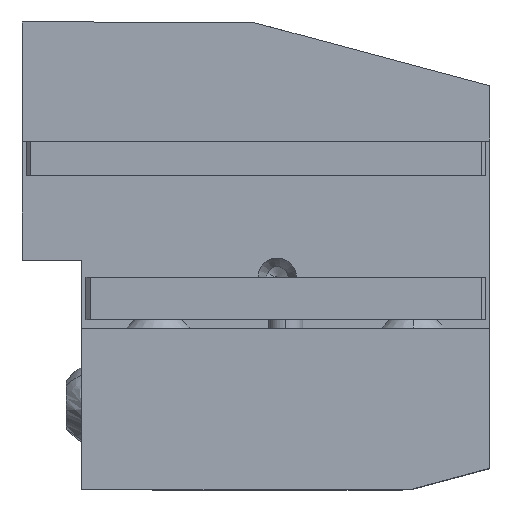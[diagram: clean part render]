
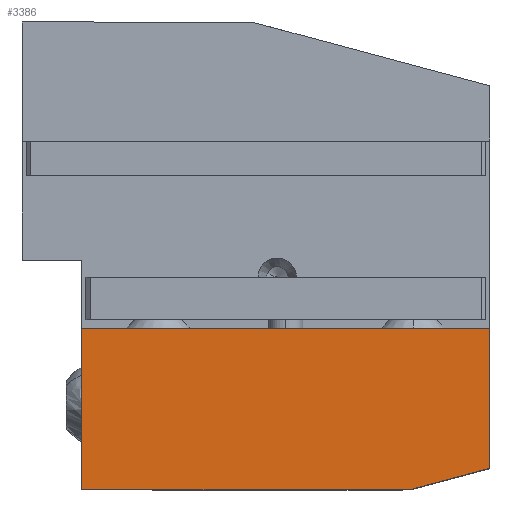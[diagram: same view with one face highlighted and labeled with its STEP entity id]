
A CAD part, top view. The second image highlights one B-rep face of the part: STEP entity #3386.
In plain terms, the highlighted planar face has unit normal (0, 0, 1).
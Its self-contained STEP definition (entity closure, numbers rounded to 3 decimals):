
#8 = CARTESIAN_POINT ( 'NONE',  ( -6.624, -30.798, 46.19 ) ) ;
#487 = DIRECTION ( 'NONE',  ( -1., 0., 0. ) ) ;
#552 = ORIENTED_EDGE ( 'NONE', *, *, #6674, .T. ) ;
#796 = DIRECTION ( 'NONE',  ( 0., -1., 0. ) ) ;
#930 = CARTESIAN_POINT ( 'NONE',  ( 39.046, -30.798, 46.19 ) ) ;
#1293 = CARTESIAN_POINT ( 'NONE',  ( -6.624, -30.798, 46.19 ) ) ;
#1591 = CARTESIAN_POINT ( 'NONE',  ( 48.376, -11.798, 46.19 ) ) ;
#1887 = EDGE_LOOP ( 'NONE', ( #5685, #4121, #552, #8982, #8896 ) ) ;
#2431 = DIRECTION ( 'NONE',  ( 0., 0., 1. ) ) ;
#2442 = DIRECTION ( 'NONE',  ( 1., 0., 0. ) ) ;
#2591 = LINE ( 'NONE', #1293, #9905 ) ;
#2852 = FACE_OUTER_BOUND ( 'NONE', #1887, .T. ) ;
#2966 = CARTESIAN_POINT ( 'NONE',  ( 0.376, -30.798, 46.19 ) ) ;
#3157 = VERTEX_POINT ( 'NONE', #6248 ) ;
#3208 = EDGE_CURVE ( 'NONE', #9539, #3157, #2591, .T. ) ;
#3270 = VERTEX_POINT ( 'NONE', #1591 ) ;
#3386 = ADVANCED_FACE ( 'NONE', ( #2852 ), #6524, .T. ) ;
#3410 = DIRECTION ( 'NONE',  ( 0.966, 0.259, 0. ) ) ;
#3552 = VERTEX_POINT ( 'NONE', #6623 ) ;
#4016 = EDGE_CURVE ( 'NONE', #6281, #3270, #10668, .T. ) ;
#4121 = ORIENTED_EDGE ( 'NONE', *, *, #3208, .T. ) ;
#4219 = EDGE_CURVE ( 'NONE', #3270, #3552, #9631, .T. ) ;
#4631 = VECTOR ( 'NONE', #3410, 1000. ) ;
#5251 = EDGE_CURVE ( 'NONE', #3552, #9539, #8581, .T. ) ;
#5451 = CARTESIAN_POINT ( 'NONE',  ( -6.624, -11.798, 46.19 ) ) ;
#5685 = ORIENTED_EDGE ( 'NONE', *, *, #5251, .T. ) ;
#5952 = DIRECTION ( 'NONE',  ( 0., 1., 0. ) ) ;
#6035 = LINE ( 'NONE', #930, #4631 ) ;
#6176 = CARTESIAN_POINT ( 'NONE',  ( 48.376, -28.298, 46.19 ) ) ;
#6248 = CARTESIAN_POINT ( 'NONE',  ( 39.046, -30.798, 46.19 ) ) ;
#6281 = VERTEX_POINT ( 'NONE', #6176 ) ;
#6524 = PLANE ( 'NONE',  #9737 ) ;
#6623 = CARTESIAN_POINT ( 'NONE',  ( 0.376, -11.798, 46.19 ) ) ;
#6674 = EDGE_CURVE ( 'NONE', #3157, #6281, #6035, .T. ) ;
#6811 = CARTESIAN_POINT ( 'NONE',  ( 48.376, 24.202, 46.19 ) ) ;
#7188 = VECTOR ( 'NONE', #5952, 1000. ) ;
#7448 = VECTOR ( 'NONE', #487, 1000. ) ;
#8138 = DIRECTION ( 'NONE',  ( 1., 0., 0. ) ) ;
#8581 = LINE ( 'NONE', #10659, #8715 ) ;
#8715 = VECTOR ( 'NONE', #796, 1000. ) ;
#8896 = ORIENTED_EDGE ( 'NONE', *, *, #4219, .T. ) ;
#8982 = ORIENTED_EDGE ( 'NONE', *, *, #4016, .T. ) ;
#9539 = VERTEX_POINT ( 'NONE', #2966 ) ;
#9631 = LINE ( 'NONE', #5451, #7448 ) ;
#9737 = AXIS2_PLACEMENT_3D ( 'NONE', #8, #2431, #8138 ) ;
#9905 = VECTOR ( 'NONE', #2442, 1000. ) ;
#10659 = CARTESIAN_POINT ( 'NONE',  ( 0.376, -3.798, 46.19 ) ) ;
#10668 = LINE ( 'NONE', #6811, #7188 ) ;
